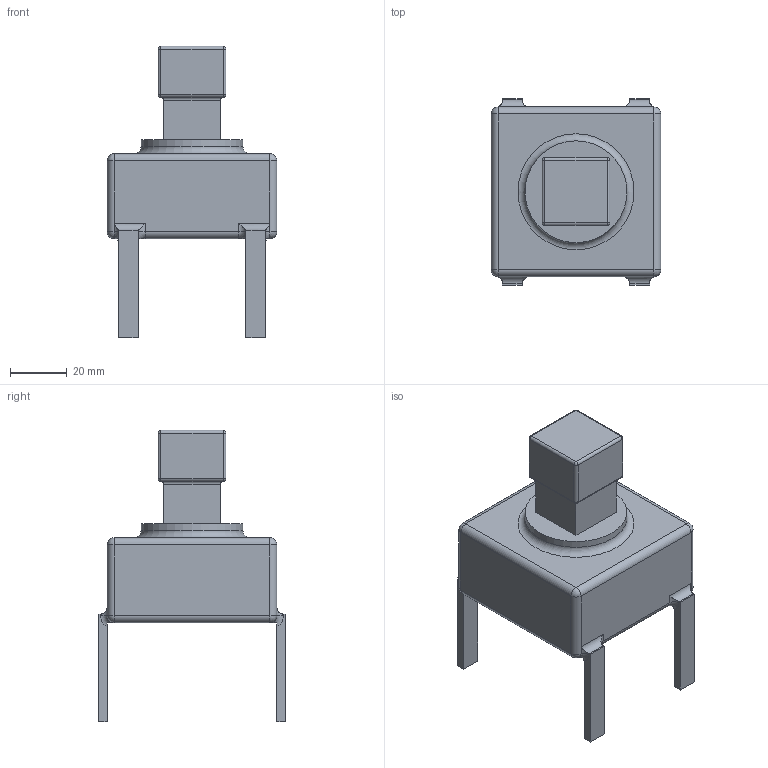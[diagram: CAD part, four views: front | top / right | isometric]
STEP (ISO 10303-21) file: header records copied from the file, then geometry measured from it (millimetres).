
FILE_DESCRIPTION(/* description */ (''),/* implementation_level */ '2;1');
FILE_NAME(/* name */ 'Switch_THT_6x6.step',/* time_stamp */ '2022-11-30T21:25:38Z',/* author */ (''),/* organization */ (''),/* preprocessor_version */ 'ST-DEVELOPER v19.2',/* originating_system */ 'Autodesk Translation Framework v11.17.0.187',/* authorisation */ '');
FILE_SCHEMA (('AUTOMOTIVE_DESIGN { 1 0 10303 214 3 1 1 }'));
Length unit declared in the file: millimetre
Products named in the file (1): (Unsaved)
Bounding box: 60 x 66 x 103 mm (x, y, z)
Volume: 132103.2 mm3; surface area: 20371 mm2
Topology: 1 solids, 1 shells, 106 faces, 237 edges, 135 vertices
Faces by surface type: cylinder 41, plane 40, sphere 16, torus 9
Full cylindrical faces by diameter (mm): 36 x1
Entity records: 3022 total; most frequent: CARTESIAN_POINT 635, DIRECTION 515, ORIENTED_EDGE 474, EDGE_CURVE 237, AXIS2_PLACEMENT_3D 191, VERTEX_POINT 135, LINE 133, VECTOR 133
